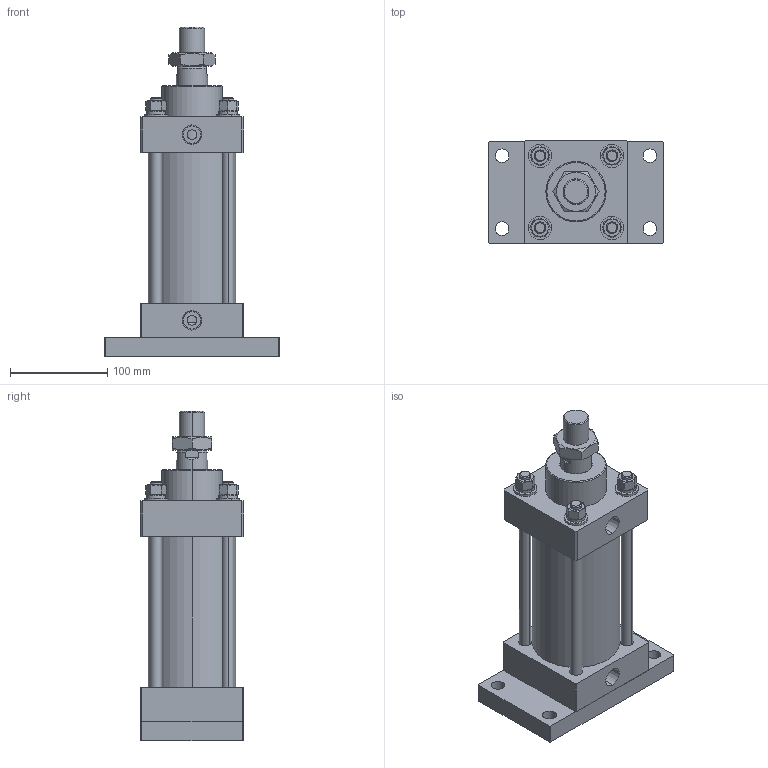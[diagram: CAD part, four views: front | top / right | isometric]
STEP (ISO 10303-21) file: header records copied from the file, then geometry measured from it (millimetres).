
FILE_DESCRIPTION (( 'STEP AP203' ), '1' );
FILE_NAME ('MOB-80-32-100-FB.STEP', '2021-04-28T03:46:16', ( '微软用户' ), ( '微软中国' ), 'SwSTEP 2.0', 'SolidWorks 2012', '' );
FILE_SCHEMA (( 'CONFIG_CONTROL_DESIGN' ));
Length unit declared in the file: millimetre
Products named in the file (11): plain washers--product grade c gb_GB_FASTENER_WASHER_SMWC 12; spring lock washers--normal type gb_GB_FASTENER_WASHER_SW 12; MOB-80-32-100活塞杆; MOB-80-32-100-FB楊擘; MOB-80-32-100嶺裝; MOB-80-32-100掛极; hex nuts 1-fine pitch-grades ab gb_GB_FASTENER_NUT_SNAB1XY M12X1.5-N; MOB-80-32-100綴裔; hex thin nuts-grades ab-chamfered gb_GB_FASTENER_NUT_STNAB  B M27-N; MOB-80-32-100-FB; MOB-80-32-100前盖
Assembly tree (22 placements, depth 2):
  MOB-80-32-100-FB
    MOB-80-32-100前盖
    MOB-80-32-100掛极
    MOB-80-32-100綴裔
    MOB-80-32-100活塞杆
    MOB-80-32-100嶺裝  x4
    plain washers--product grade c gb_GB_FASTENER_WASHER_SMWC 12  x4
    spring lock washers--normal type gb_GB_FASTENER_WASHER_SW 12  x4
    hex nuts 1-fine pitch-grades ab gb_GB_FASTENER_NUT_SNAB1XY M12X1.5-N  x4
    hex thin nuts-grades ab-chamfered gb_GB_FASTENER_NUT_STNAB  B M27-N
    MOB-80-32-100-FB楊擘
Bounding box: 180 x 106 x 339 mm (x, y, z)
Volume: 1835597.5 mm3; surface area: 349076.5 mm2
Topology: 22 solids, 22 shells, 335 faces, 756 edges, 476 vertices
Faces by surface type: cylinder 122, plane 122, cone 77, torus 14
Entity records: 8029 total; most frequent: CARTESIAN_POINT 1507, DIRECTION 1144, ORIENTED_EDGE 972, EDGE_CURVE 486, AXIS2_PLACEMENT_3D 465, VERTEX_POINT 308, EDGE_LOOP 266, CIRCLE 231
